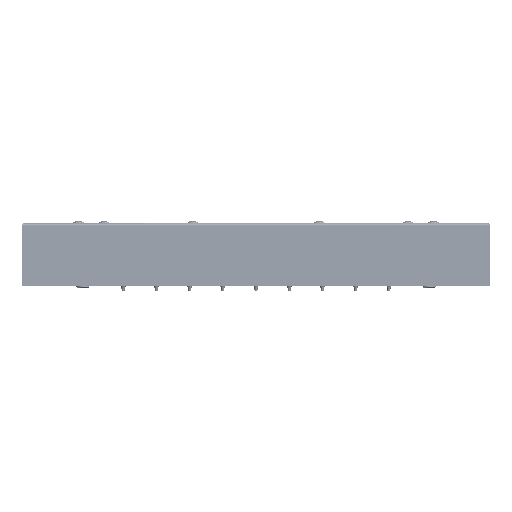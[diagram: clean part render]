
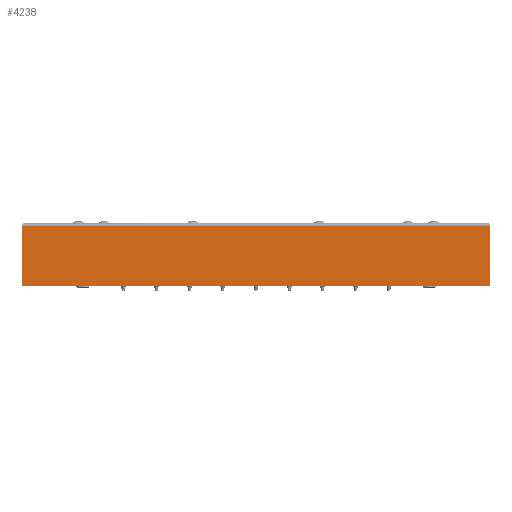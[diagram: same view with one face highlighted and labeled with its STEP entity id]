
A CAD part, left-side view. The second image highlights one B-rep face of the part: STEP entity #4238.
In plain terms, the highlighted planar face has unit normal (-1, 0, 0).
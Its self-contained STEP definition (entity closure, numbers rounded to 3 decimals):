
#4238=ADVANCED_FACE('',(#12450),#12451,.T.);
#12450=FACE_OUTER_BOUND('',#28128,.T.);
#12451=PLANE('',#28129);
#28128=EDGE_LOOP('',(#44693,#44694,#44695,#44696));
#28129=AXIS2_PLACEMENT_3D('',#44697,#44698,#44699);
#44693=ORIENTED_EDGE('',*,*,#72274,.T.);
#44694=ORIENTED_EDGE('',*,*,#72275,.T.);
#44695=ORIENTED_EDGE('',*,*,#72276,.T.);
#44696=ORIENTED_EDGE('',*,*,#72277,.T.);
#44697=CARTESIAN_POINT('',(-285.0,0.,-1.0));
#44698=DIRECTION('',(-1.0,0.0,0.0));
#44699=DIRECTION('',(0.0,0.0,1.0));
#72274=EDGE_CURVE('',#82444,#82358,#82445,.T.);
#72275=EDGE_CURVE('',#82358,#82371,#82446,.T.);
#72276=EDGE_CURVE('',#82371,#82447,#82448,.T.);
#72277=EDGE_CURVE('',#82447,#82444,#82449,.T.);
#82358=VERTEX_POINT('',#97799);
#82371=VERTEX_POINT('',#97815);
#82444=VERTEX_POINT('',#97904);
#82445=LINE('',#97905,#97906);
#82446=LINE('',#97907,#97908);
#82447=VERTEX_POINT('',#97909);
#82448=LINE('',#97910,#97911);
#82449=LINE('',#97912,#97913);
#97799=CARTESIAN_POINT('',(-285.0,-185.0,-2.));
#97815=CARTESIAN_POINT('',(-285.0,185.0,-2.));
#97904=CARTESIAN_POINT('',(-285.0,-185.0,-50.0));
#97905=CARTESIAN_POINT('',(-285.0,-185.0,-1.0));
#97906=VECTOR('',#114470,1.0);
#97907=CARTESIAN_POINT('',(-285.0,0.,-2.0));
#97908=VECTOR('',#114471,1.0);
#97909=CARTESIAN_POINT('',(-285.0,185.0,-50.0));
#97910=CARTESIAN_POINT('',(-285.0,185.0,-1.0));
#97911=VECTOR('',#114472,1.0);
#97912=CARTESIAN_POINT('',(-285.0,0.,-50.0));
#97913=VECTOR('',#114473,1.0);
#114470=DIRECTION('',(0.0,0.0,1.0));
#114471=DIRECTION('',(0.0,1.0,0.0));
#114472=DIRECTION('',(0.0,0.0,-1.0));
#114473=DIRECTION('',(0.0,-1.0,0.0));
